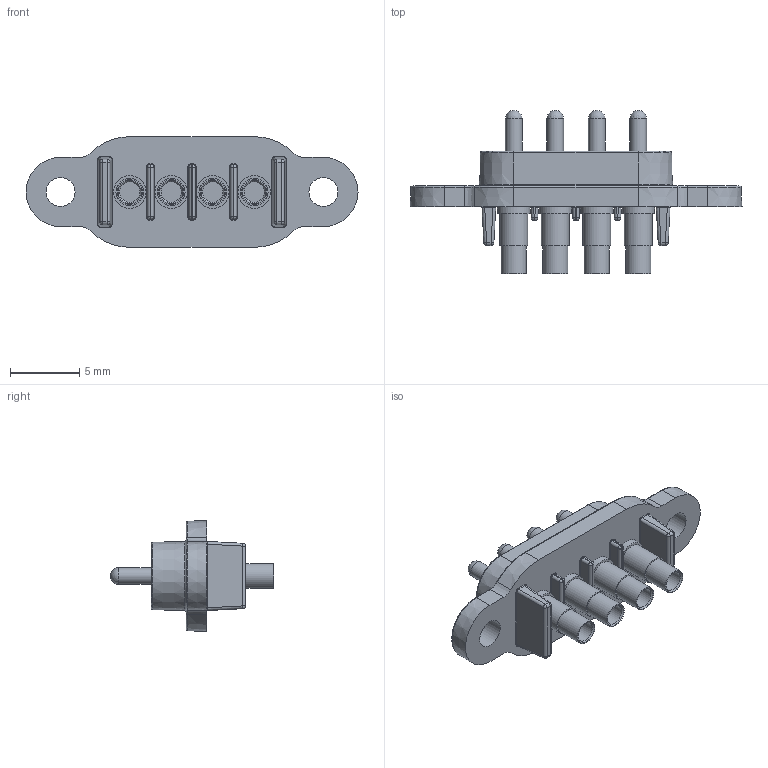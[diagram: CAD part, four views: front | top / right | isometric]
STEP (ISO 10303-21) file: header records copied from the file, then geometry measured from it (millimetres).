
FILE_DESCRIPTION (( 'STEP AP214' ), '1' );
FILE_NAME ('SWIFT DOCK MINI-4-SC.STEP', '2014-01-17T14:59:25', ( '' ), ( '' ), 'SwSTEP 2.0', 'SolidWorks 2013', '' );
FILE_SCHEMA (( 'AUTOMOTIVE_DESIGN' ));
Length unit declared in the file: millimetre
Products named in the file (3): contact_sd_mini; body_4 hole_mini; SWIFT DOCK MINI-4-SC
Assembly tree (5 placements, depth 2):
  SWIFT DOCK MINI-4-SC
    body_4 hole_mini
    contact_sd_mini  x4
Bounding box: 24 x 11.8 x 8 mm (x, y, z)
Volume: 446.1 mm3; surface area: 1008.8 mm2
Topology: 5 solids, 9 shells, 278 faces, 590 edges, 332 vertices
Faces by surface type: cylinder 112, plane 72, cone 32, sphere 24, bspline 20, torus 18
Full cylindrical faces by diameter (mm): 1.2 x8, 1.47 x4, 1.8 x4, 2 x16, 2.04 x4, 2.1 x2, 2.35 x4
Entity records: 5738 total; most frequent: CARTESIAN_POINT 1331, DIRECTION 966, ORIENTED_EDGE 818, EDGE_CURVE 409, AXIS2_PLACEMENT_3D 400, EDGE_LOOP 260, VERTEX_POINT 245, FACE_OUTER_BOUND 225
